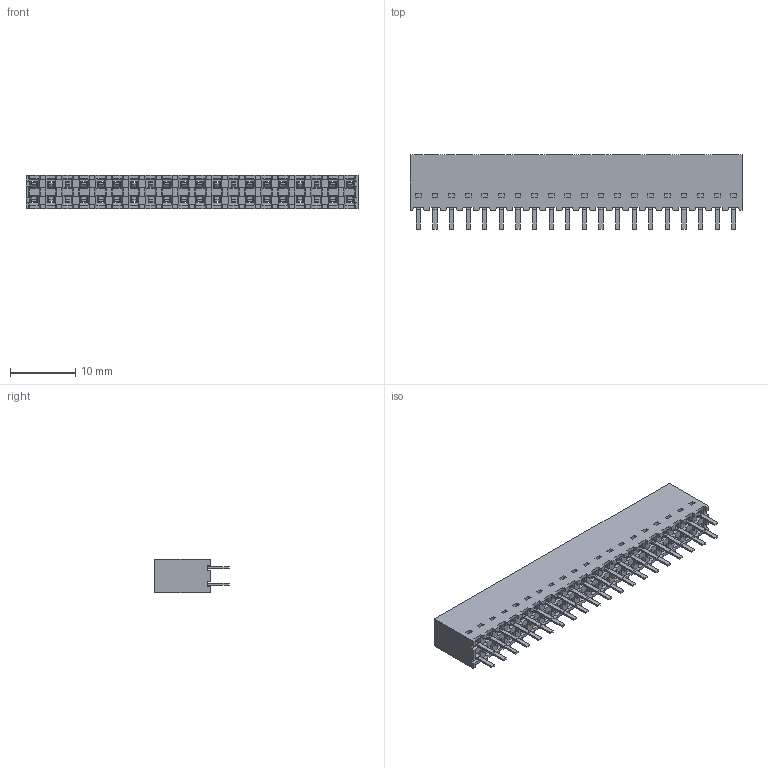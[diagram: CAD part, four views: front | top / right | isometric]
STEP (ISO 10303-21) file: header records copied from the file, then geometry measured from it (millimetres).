
FILE_DESCRIPTION((''),'2;1');
FILE_NAME('901512140','2014-04-11T',('me'),(''),'PRO/ENGINEER BY PARAMETRIC TECHNOLOGY CORPORATION, 2011490','PRO/ENGINEER BY PARAMETRIC TECHNOLOGY CORPORATION, 2011490','');
FILE_SCHEMA(('CONFIG_CONTROL_DESIGN'));
Length unit declared in the file: millimetre
Products named in the file (1): 901512140
Bounding box: 50.8 x 11.4 x 5.08 mm (x, y, z)
Volume: 1687.3 mm3; surface area: 3241.3 mm2
Topology: 1 solids, 1 shells, 1794 faces, 4710 edges, 2928 vertices
Faces by surface type: plane 1634, cylinder 160
Entity records: 53773 total; most frequent: CARTESIAN_POINT 9353, ORIENTED_EDGE 9260, DIRECTION 8700, EDGE_CURVE 4630, VECTOR 4310, LINE 4310, VERTEX_POINT 2848, AXIS2_PLACEMENT_3D 2195
